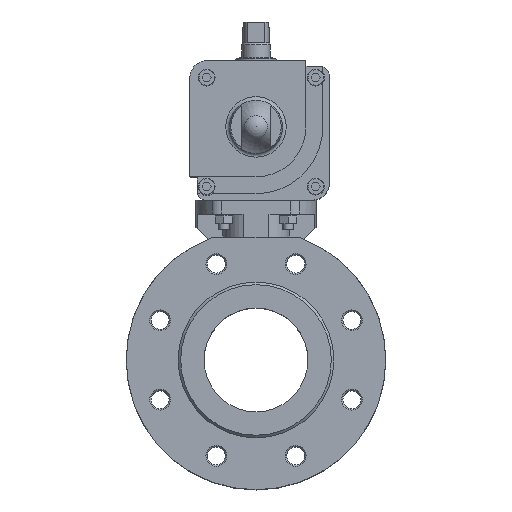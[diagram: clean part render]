
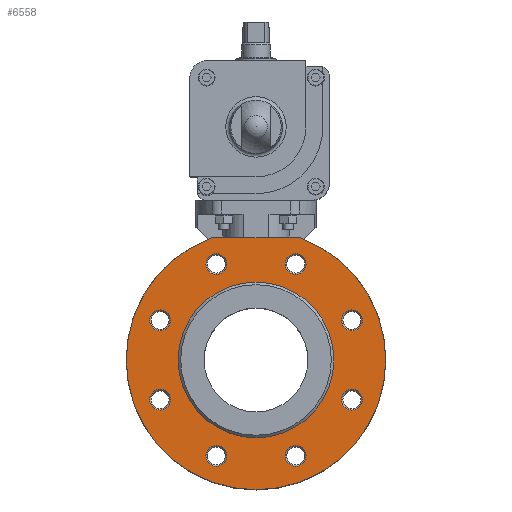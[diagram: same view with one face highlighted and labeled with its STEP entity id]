
A CAD part, top view. The second image highlights one B-rep face of the part: STEP entity #6558.
In plain terms, the highlighted face is planar.
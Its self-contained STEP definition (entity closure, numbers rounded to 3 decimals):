
#252=CIRCLE('',#7077,100.);
#268=CIRCLE('',#7096,60.);
#269=CIRCLE('',#7097,8.);
#270=CIRCLE('',#7098,8.);
#271=CIRCLE('',#7099,8.);
#272=CIRCLE('',#7100,8.);
#273=CIRCLE('',#7101,8.);
#274=CIRCLE('',#7102,8.);
#275=CIRCLE('',#7103,8.);
#276=CIRCLE('',#7104,8.);
#842=ORIENTED_EDGE('',*,*,#2558,.F.);
#843=ORIENTED_EDGE('',*,*,#2559,.F.);
#844=ORIENTED_EDGE('',*,*,#2560,.F.);
#845=ORIENTED_EDGE('',*,*,#2561,.F.);
#846=ORIENTED_EDGE('',*,*,#2562,.F.);
#847=ORIENTED_EDGE('',*,*,#2563,.F.);
#848=ORIENTED_EDGE('',*,*,#2564,.F.);
#849=ORIENTED_EDGE('',*,*,#2565,.F.);
#850=ORIENTED_EDGE('',*,*,#2566,.F.);
#851=ORIENTED_EDGE('',*,*,#2545,.F.);
#852=ORIENTED_EDGE('',*,*,#2539,.T.);
#2539=EDGE_CURVE('',#3401,#3400,#252,.T.);
#2545=EDGE_CURVE('',#3401,#3400,#4059,.T.);
#2558=EDGE_CURVE('',#3412,#3412,#268,.T.);
#2559=EDGE_CURVE('',#3413,#3413,#269,.T.);
#2560=EDGE_CURVE('',#3414,#3414,#270,.T.);
#2561=EDGE_CURVE('',#3415,#3415,#271,.T.);
#2562=EDGE_CURVE('',#3416,#3416,#272,.T.);
#2563=EDGE_CURVE('',#3417,#3417,#273,.T.);
#2564=EDGE_CURVE('',#3418,#3418,#274,.T.);
#2565=EDGE_CURVE('',#3419,#3419,#275,.T.);
#2566=EDGE_CURVE('',#3420,#3420,#276,.T.);
#3400=VERTEX_POINT('',#10065);
#3401=VERTEX_POINT('',#10067);
#3412=VERTEX_POINT('',#10100);
#3413=VERTEX_POINT('',#10102);
#3414=VERTEX_POINT('',#10104);
#3415=VERTEX_POINT('',#10106);
#3416=VERTEX_POINT('',#10108);
#3417=VERTEX_POINT('',#10110);
#3418=VERTEX_POINT('',#10112);
#3419=VERTEX_POINT('',#10114);
#3420=VERTEX_POINT('',#10116);
#4059=LINE('',#10074,#4585);
#4585=VECTOR('',#7985,1000.);
#5058=EDGE_LOOP('',(#842));
#5059=EDGE_LOOP('',(#843));
#5060=EDGE_LOOP('',(#844));
#5061=EDGE_LOOP('',(#845));
#5062=EDGE_LOOP('',(#846));
#5063=EDGE_LOOP('',(#847));
#5064=EDGE_LOOP('',(#848));
#5065=EDGE_LOOP('',(#849));
#5066=EDGE_LOOP('',(#850));
#5067=EDGE_LOOP('',(#851,#852));
#5696=FACE_BOUND('',#5058,.T.);
#5697=FACE_BOUND('',#5059,.T.);
#5698=FACE_BOUND('',#5060,.T.);
#5699=FACE_BOUND('',#5061,.T.);
#5700=FACE_BOUND('',#5062,.T.);
#5701=FACE_BOUND('',#5063,.T.);
#5702=FACE_BOUND('',#5064,.T.);
#5703=FACE_BOUND('',#5065,.T.);
#5704=FACE_BOUND('',#5066,.T.);
#5705=FACE_BOUND('',#5067,.T.);
#6333=PLANE('',#7095);
#6558=ADVANCED_FACE('',(#5696,#5697,#5698,#5699,#5700,#5701,#5702,#5703,
#5704,#5705),#6333,.F.);
#7077=AXIS2_PLACEMENT_3D('',#10066,#7973,#7974);
#7095=AXIS2_PLACEMENT_3D('',#10098,#8012,#8013);
#7096=AXIS2_PLACEMENT_3D('',#10099,#8014,#8015);
#7097=AXIS2_PLACEMENT_3D('',#10101,#8016,#8017);
#7098=AXIS2_PLACEMENT_3D('',#10103,#8018,#8019);
#7099=AXIS2_PLACEMENT_3D('',#10105,#8020,#8021);
#7100=AXIS2_PLACEMENT_3D('',#10107,#8022,#8023);
#7101=AXIS2_PLACEMENT_3D('',#10109,#8024,#8025);
#7102=AXIS2_PLACEMENT_3D('',#10111,#8026,#8027);
#7103=AXIS2_PLACEMENT_3D('',#10113,#8028,#8029);
#7104=AXIS2_PLACEMENT_3D('',#10115,#8030,#8031);
#7973=DIRECTION('',(0.,0.,-1.));
#7974=DIRECTION('',(-1.,0.,0.));
#7985=DIRECTION('',(-1.,0.,0.));
#8012=DIRECTION('',(0.,0.,1.));
#8013=DIRECTION('',(1.,0.,0.));
#8014=DIRECTION('',(0.,0.,-1.));
#8015=DIRECTION('',(-1.,0.,0.));
#8016=DIRECTION('',(0.,0.,-1.));
#8017=DIRECTION('',(-1.,0.,0.));
#8018=DIRECTION('',(0.,0.,-1.));
#8019=DIRECTION('',(-1.,0.,0.));
#8020=DIRECTION('',(0.,0.,-1.));
#8021=DIRECTION('',(-1.,0.,0.));
#8022=DIRECTION('',(0.,0.,-1.));
#8023=DIRECTION('',(-1.,0.,0.));
#8024=DIRECTION('',(0.,0.,-1.));
#8025=DIRECTION('',(-1.,0.,0.));
#8026=DIRECTION('',(0.,0.,-1.));
#8027=DIRECTION('',(-1.,0.,0.));
#8028=DIRECTION('',(0.,0.,-1.));
#8029=DIRECTION('',(-1.,0.,0.));
#8030=DIRECTION('',(0.,0.,-1.));
#8031=DIRECTION('',(-1.,0.,0.));
#10065=CARTESIAN_POINT('',(-34.117,94.,-58.));
#10066=CARTESIAN_POINT('',(0.,0.,-58.));
#10067=CARTESIAN_POINT('',(34.117,94.,-58.));
#10074=CARTESIAN_POINT('',(0.,94.,-58.));
#10098=CARTESIAN_POINT('',(0.,100.,-58.));
#10099=CARTESIAN_POINT('',(0.,0.,-58.));
#10100=CARTESIAN_POINT('',(-60.,0.,-58.));
#10101=CARTESIAN_POINT('',(30.615,73.91,-58.));
#10102=CARTESIAN_POINT('',(22.615,73.91,-58.));
#10103=CARTESIAN_POINT('',(73.91,30.615,-58.));
#10104=CARTESIAN_POINT('',(65.91,30.615,-58.));
#10105=CARTESIAN_POINT('',(73.91,-30.615,-58.));
#10106=CARTESIAN_POINT('',(65.91,-30.615,-58.));
#10107=CARTESIAN_POINT('',(30.615,-73.91,-58.));
#10108=CARTESIAN_POINT('',(22.615,-73.91,-58.));
#10109=CARTESIAN_POINT('',(-30.615,-73.91,-58.));
#10110=CARTESIAN_POINT('',(-38.615,-73.91,-58.));
#10111=CARTESIAN_POINT('',(-73.91,-30.615,-58.));
#10112=CARTESIAN_POINT('',(-81.91,-30.615,-58.));
#10113=CARTESIAN_POINT('',(-73.91,30.615,-58.));
#10114=CARTESIAN_POINT('',(-81.91,30.615,-58.));
#10115=CARTESIAN_POINT('',(-30.615,73.91,-58.));
#10116=CARTESIAN_POINT('',(-38.615,73.91,-58.));
